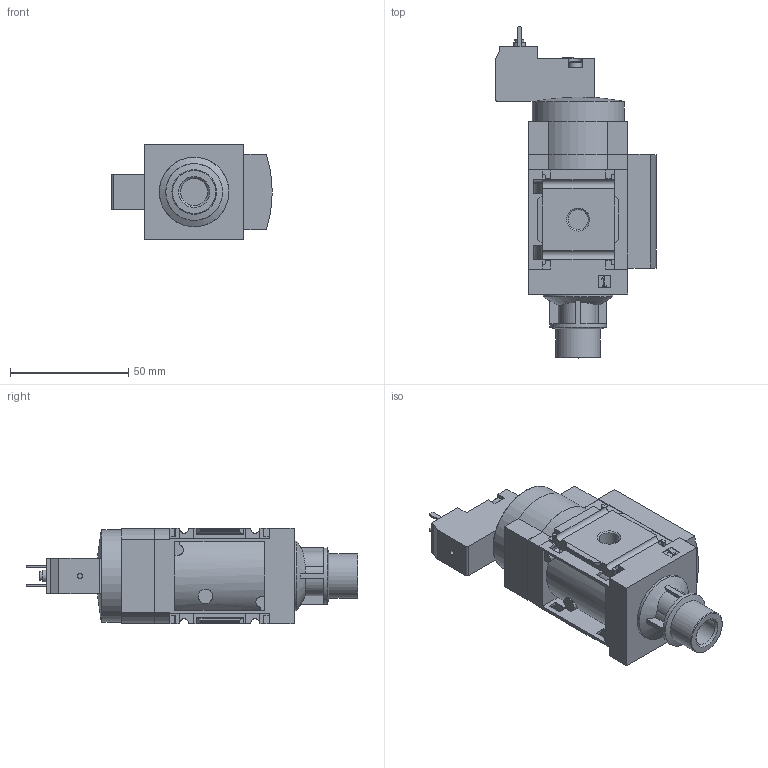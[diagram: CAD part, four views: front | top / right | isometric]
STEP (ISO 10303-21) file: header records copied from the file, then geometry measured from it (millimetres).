
FILE_DESCRIPTION(/* description */ ('STEP AP214'),/* implementation_level */ '2;1');
FILE_NAME(/* name */ '542580_MS4-EE-1_8-10V24',/* time_stamp */ '2024-09-09T15:50:20+02:00',/* author */ ('License CC BY-ND 4.0'),/* organization */ ('CADENAS'),/* preprocessor_version */ 'ST-DEVELOPER v19.3',/* originating_system */ 'PARTsolutions',/* authorisation */ ' ');
FILE_SCHEMA (('AUTOMOTIVE_DESIGN {1 0 10303 214 3 1 1}'));
Length unit declared in the file: millimetre
Products named in the file (2): 542580 MS4-EE-1/8-10V24; 527709 MS4-EE-1/8-10V24-0D
Assembly tree (1 placements, depth 2):
  542580 MS4-EE-1/8-10V24
    527709 MS4-EE-1/8-10V24-0D
Bounding box: 67.85 x 140.35 x 40.2 mm (x, y, z)
Volume: 155485.5 mm3; surface area: 25913.2 mm2
Topology: 1 solids, 1 shells, 349 faces, 930 edges, 600 vertices
Faces by surface type: plane 253, cylinder 69, cone 25, sphere 1, torus 1
Full cylindrical faces by diameter (mm): 0.4 x1, 2 x1, 2.013 x1, 2.5 x1, 3.8 x1, 4.8 x1, 5 x1, 5.5 x2, 6.1 x1, 8.566 x2, 11.445 x1, 18.85 x1, 24 x1, 29.4 x1, 39 x1
Entity records: 13026 total; most frequent: CARTESIAN_POINT 1942, ORIENTED_EDGE 1772, DIRECTION 1740, EDGE_CURVE 886, LINE 680, VECTOR 680, VERTEX_POINT 589, AXIS2_PLACEMENT_3D 530
